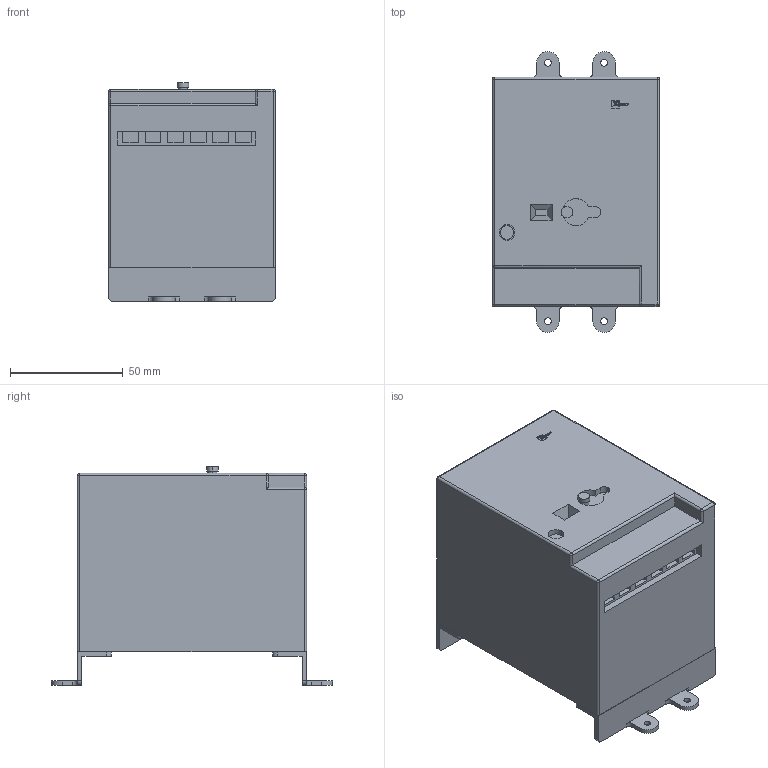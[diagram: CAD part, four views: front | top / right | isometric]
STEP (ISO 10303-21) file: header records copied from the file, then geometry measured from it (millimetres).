
FILE_DESCRIPTION (( 'STEP AP203' ), '1' );
FILE_NAME ('AV POWER-1 Ýëåêòðîïðèâîä CD2 äëÿ TR (mccb-1-CD2-TR-av).STEP', '2018-09-04T06:09:52', ( '' ), ( '' ), 'SwSTEP 2.0', 'SolidWorks 2017', '' );
FILE_SCHEMA (( 'CONFIG_CONTROL_DESIGN' ));
Length unit declared in the file: millimetre
Products named in the file (1): AV POWER-1 Ýëåêòðîïðèâîä CD2 äëÿ TR (mccb-1-CD2-TR-av)
Bounding box: 74 x 124.8 x 97.2 mm (x, y, z)
Volume: 596130.4 mm3; surface area: 50418.2 mm2
Topology: 2 solids, 2 shells, 234 faces, 602 edges, 389 vertices
Faces by surface type: plane 145, cylinder 65, bspline 18, sphere 6
Entity records: 7635 total; most frequent: CARTESIAN_POINT 1895, ORIENTED_EDGE 1192, DIRECTION 1115, EDGE_CURVE 596, LINE 433, VECTOR 433, VERTEX_POINT 389, AXIS2_PLACEMENT_3D 341
